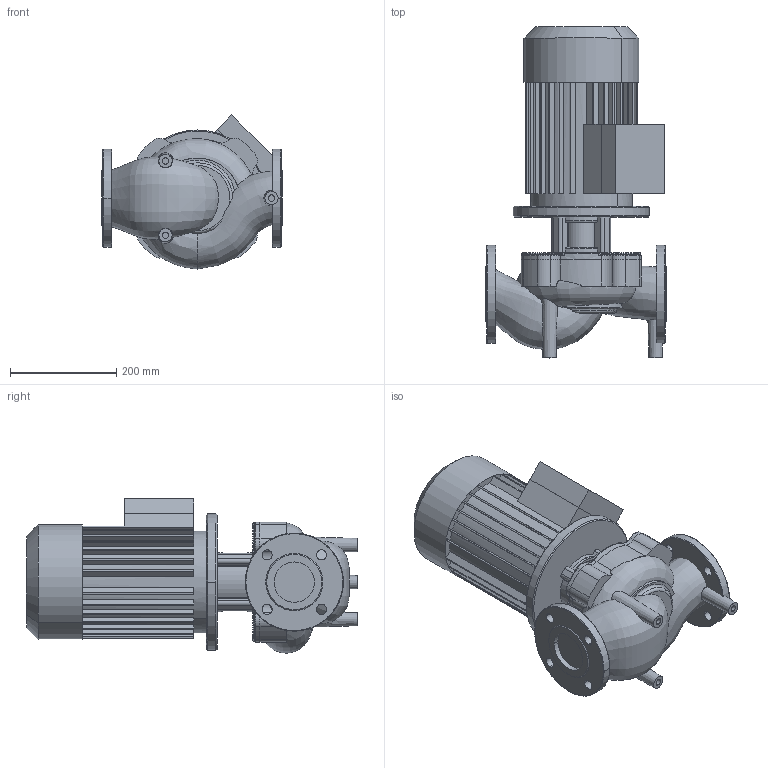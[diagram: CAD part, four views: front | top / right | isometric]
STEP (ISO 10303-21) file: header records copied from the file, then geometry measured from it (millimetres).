
FILE_DESCRIPTION((''),'2;1');
FILE_NAME('3d_IL65_110-3_2-2120890.stp','2016-05-24T11:22:11',(''),(''),'Mechanical Desktop 2009','Mechanical Desktop 2009',', , ');
FILE_SCHEMA(('CONFIG_CONTROL_DESIGN'));
Length unit declared in the file: millimetre
Products named in the file (1): Product
Bounding box: 340 x 626.03 x 290.96 mm (x, y, z)
Volume: 21569642.2 mm3; surface area: 1115410.2 mm2
Topology: 10 solids, 10 shells, 506 faces, 1354 edges, 870 vertices
Faces by surface type: bspline 143, cylinder 139, plane 139, torus 74, cone 11
Entity records: 26842 total; most frequent: CARTESIAN_POINT 14380, ORIENTED_EDGE 2676, DIRECTION 2529, EDGE_CURVE 1338, AXIS2_PLACEMENT_3D 998, VERTEX_POINT 865, CIRCLE 634, EDGE_LOOP 557
